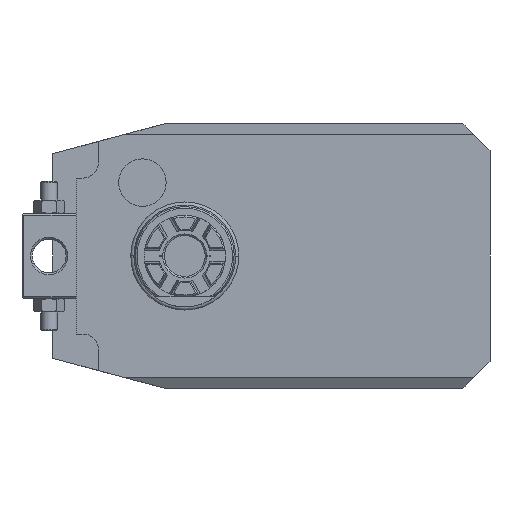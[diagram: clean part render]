
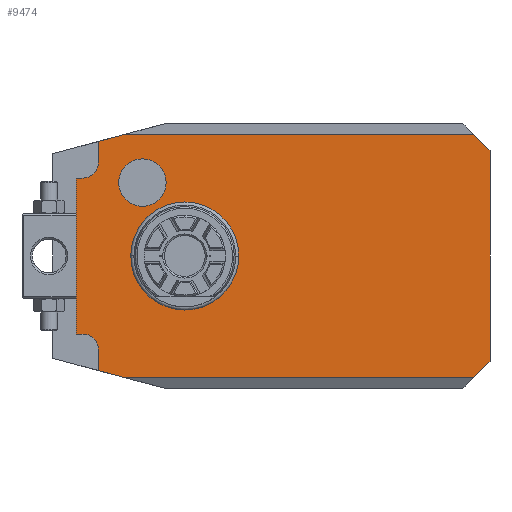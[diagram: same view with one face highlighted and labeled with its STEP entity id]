
A CAD part, front view. The second image highlights one B-rep face of the part: STEP entity #9474.
In plain terms, the highlighted planar face has unit normal (0, -1, 0).
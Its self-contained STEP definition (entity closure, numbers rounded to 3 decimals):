
#1=DIRECTION('',(-1.,0.,0.));
#2=VECTOR('',#1,103.215);
#3=CARTESIAN_POINT('',(85.215,0.,-35.785));
#4=LINE('',#3,#2);
#5=DIRECTION('',(0.966,0.,-0.259));
#6=VECTOR('',#5,7.765);
#7=CARTESIAN_POINT('',(-25.5,0.,-33.775));
#8=LINE('',#7,#6);
#9=DIRECTION('',(0.,0.,-1.));
#10=VECTOR('',#9,6.275);
#11=CARTESIAN_POINT('',(-25.5,0.,-27.5));
#12=LINE('',#11,#10);
#13=CARTESIAN_POINT('',(-30.,0.,-27.5));
#14=DIRECTION('',(0.,1.,0.));
#15=DIRECTION('',(0.,0.,1.));
#16=AXIS2_PLACEMENT_3D('',#13,#14,#15);
#18=DIRECTION('',(1.,0.,0.));
#19=VECTOR('',#18,2.);
#20=CARTESIAN_POINT('',(-32.,0.,-23.));
#21=LINE('',#20,#19);
#22=DIRECTION('',(0.,0.,-1.));
#23=VECTOR('',#22,46.);
#24=CARTESIAN_POINT('',(-32.,0.,23.));
#25=LINE('',#24,#23);
#26=DIRECTION('',(-1.,0.,0.));
#27=VECTOR('',#26,2.);
#28=CARTESIAN_POINT('',(-30.,0.,23.));
#29=LINE('',#28,#27);
#30=CARTESIAN_POINT('',(-30.,0.,27.5));
#31=DIRECTION('',(0.,1.,0.));
#32=DIRECTION('',(1.,0.,0.));
#33=AXIS2_PLACEMENT_3D('',#30,#31,#32);
#35=DIRECTION('',(0.,0.,-1.));
#36=VECTOR('',#35,6.275);
#37=CARTESIAN_POINT('',(-25.5,0.,33.775));
#38=LINE('',#37,#36);
#39=DIRECTION('',(-0.966,0.,-0.259));
#40=VECTOR('',#39,7.765);
#41=CARTESIAN_POINT('',(-18.,0.,35.785));
#42=LINE('',#41,#40);
#43=DIRECTION('',(-1.,0.,0.));
#44=VECTOR('',#43,103.215);
#45=CARTESIAN_POINT('',(85.215,0.,35.785));
#46=LINE('',#45,#44);
#47=DIRECTION('',(-0.707,0.,0.707));
#48=VECTOR('',#47,6.766);
#49=CARTESIAN_POINT('',(90.,0.,31.));
#50=LINE('',#49,#48);
#51=DIRECTION('',(0.,0.,1.));
#52=VECTOR('',#51,62.);
#53=CARTESIAN_POINT('',(90.,0.,-31.));
#54=LINE('',#53,#52);
#55=DIRECTION('',(0.707,0.,0.707));
#56=VECTOR('',#55,6.766);
#57=CARTESIAN_POINT('',(85.215,0.,
-35.785));
#58=LINE('',#57,#56);
#59=CARTESIAN_POINT('',(-12.5,0.,21.651));
#60=DIRECTION('',(0.,1.,0.));
#61=DIRECTION('',(1.,0.,0.));
#62=AXIS2_PLACEMENT_3D('',#59,#60,#61);
#64=CARTESIAN_POINT('',(-12.5,0.,21.651));
#65=DIRECTION('',(0.,1.,0.));
#66=DIRECTION('',(-1.,0.,0.));
#67=AXIS2_PLACEMENT_3D('',#64,#65,#66);
#6257=CARTESIAN_POINT('',(0.,0.,0.));
#6258=DIRECTION('',(0.,-1.,0.));
#6259=DIRECTION('',(1.,0.,-0.002));
#6260=AXIS2_PLACEMENT_3D('',#6257,#6258,#6259);
#6262=CARTESIAN_POINT('',(0.,0.,0.));
#6263=DIRECTION('',(0.,-1.,0.));
#6264=DIRECTION('',(-1.,0.,0.002));
#6265=AXIS2_PLACEMENT_3D('',#6262,#6263,#6264);
#9257=CARTESIAN_POINT('',(-25.5,0.,33.775));
#9258=CARTESIAN_POINT('',(-25.5,0.,27.5));
#9259=VERTEX_POINT('',#9257);
#9260=VERTEX_POINT('',#9258);
#9261=CARTESIAN_POINT('',(-30.,0.,23.));
#9262=VERTEX_POINT('',#9261);
#9263=CARTESIAN_POINT('',(-32.,0.,23.));
#9264=VERTEX_POINT('',#9263);
#9265=CARTESIAN_POINT('',(-32.,0.,-23.));
#9266=VERTEX_POINT('',#9265);
#9267=CARTESIAN_POINT('',(-30.,0.,-23.));
#9268=VERTEX_POINT('',#9267);
#9269=CARTESIAN_POINT('',(-25.5,0.,-27.5));
#9270=VERTEX_POINT('',#9269);
#9271=CARTESIAN_POINT('',(-25.5,0.,-33.775));
#9272=VERTEX_POINT('',#9271);
#9273=CARTESIAN_POINT('',(90.,0.,-31.));
#9274=CARTESIAN_POINT('',(90.,0.,31.));
#9275=VERTEX_POINT('',#9273);
#9276=VERTEX_POINT('',#9274);
#9277=CARTESIAN_POINT('',(-5.5,0.,21.651));
#9278=CARTESIAN_POINT('',(-19.5,0.,21.651));
#9279=VERTEX_POINT('',#9277);
#9280=VERTEX_POINT('',#9278);
#9289=CARTESIAN_POINT('',(85.215,0.,
-35.785));
#9290=CARTESIAN_POINT('',(-18.,0.,-35.785));
#9291=VERTEX_POINT('',#9289);
#9292=VERTEX_POINT('',#9290);
#9293=CARTESIAN_POINT('',(85.215,0.,35.785));
#9294=CARTESIAN_POINT('',(-18.,0.,35.785));
#9295=VERTEX_POINT('',#9293);
#9296=VERTEX_POINT('',#9294);
#9375=CARTESIAN_POINT('',(15.783,0.,-0.038));
#9376=CARTESIAN_POINT('',(-15.783,0.,0.038));
#9377=VERTEX_POINT('',#9375);
#9378=VERTEX_POINT('',#9376);
#9427=CARTESIAN_POINT('',(0.,0.,0.));
#9428=DIRECTION('',(0.,-1.,0.));
#9429=DIRECTION('',(-1.,0.,0.));
#9430=AXIS2_PLACEMENT_3D('',#9427,#9428,#9429);
#9431=PLANE('',#9430);
#9433=ORIENTED_EDGE('',*,*,#9432,.T.);
#9435=ORIENTED_EDGE('',*,*,#9434,.F.);
#9437=ORIENTED_EDGE('',*,*,#9436,.F.);
#9439=ORIENTED_EDGE('',*,*,#9438,.F.);
#9441=ORIENTED_EDGE('',*,*,#9440,.F.);
#9443=ORIENTED_EDGE('',*,*,#9442,.F.);
#9445=ORIENTED_EDGE('',*,*,#9444,.F.);
#9447=ORIENTED_EDGE('',*,*,#9446,.F.);
#9449=ORIENTED_EDGE('',*,*,#9448,.F.);
#9451=ORIENTED_EDGE('',*,*,#9450,.F.);
#9453=ORIENTED_EDGE('',*,*,#9452,.F.);
#9455=ORIENTED_EDGE('',*,*,#9454,.F.);
#9457=ORIENTED_EDGE('',*,*,#9456,.F.);
#9459=ORIENTED_EDGE('',*,*,#9458,.F.);
#9460=EDGE_LOOP('',(#9433,#9435,#9437,#9439,#9441,#9443,#9445,#9447,#9449,#9451,
#9453,#9455,#9457,#9459));
#9461=FACE_OUTER_BOUND('',#9460,.F.);
#9463=ORIENTED_EDGE('',*,*,#9462,.T.);
#9465=ORIENTED_EDGE('',*,*,#9464,.T.);
#9466=EDGE_LOOP('',(#9463,#9465));
#9467=FACE_BOUND('',#9466,.F.);
#9469=ORIENTED_EDGE('',*,*,#9468,.F.);
#9471=ORIENTED_EDGE('',*,*,#9470,.F.);
#9472=EDGE_LOOP('',(#9469,#9471));
#9473=FACE_BOUND('',#9472,.F.);
#17=CIRCLE('',#16,4.5);
#34=CIRCLE('',#33,4.5);
#63=CIRCLE('',#62,7.);
#68=CIRCLE('',#67,7.);
#6261=CIRCLE('',#6260,15.783);
#6266=CIRCLE('',#6265,15.783);
#9432=EDGE_CURVE('',#9291,#9292,#4,.T.);
#9434=EDGE_CURVE('',#9272,#9292,#8,.T.);
#9436=EDGE_CURVE('',#9270,#9272,#12,.T.);
#9438=EDGE_CURVE('',#9268,#9270,#17,.T.);
#9440=EDGE_CURVE('',#9266,#9268,#21,.T.);
#9442=EDGE_CURVE('',#9264,#9266,#25,.T.);
#9444=EDGE_CURVE('',#9262,#9264,#29,.T.);
#9446=EDGE_CURVE('',#9260,#9262,#34,.T.);
#9448=EDGE_CURVE('',#9259,#9260,#38,.T.);
#9450=EDGE_CURVE('',#9296,#9259,#42,.T.);
#9452=EDGE_CURVE('',#9295,#9296,#46,.T.);
#9454=EDGE_CURVE('',#9276,#9295,#50,.T.);
#9456=EDGE_CURVE('',#9275,#9276,#54,.T.);
#9458=EDGE_CURVE('',#9291,#9275,#58,.T.);
#9462=EDGE_CURVE('',#9377,#9378,#6261,.T.);
#9464=EDGE_CURVE('',#9378,#9377,#6266,.T.);
#9468=EDGE_CURVE('',#9279,#9280,#63,.T.);
#9470=EDGE_CURVE('',#9280,#9279,#68,.T.);
#9474=ADVANCED_FACE('',(#9461,#9467,#9473),#9431,.T.);
